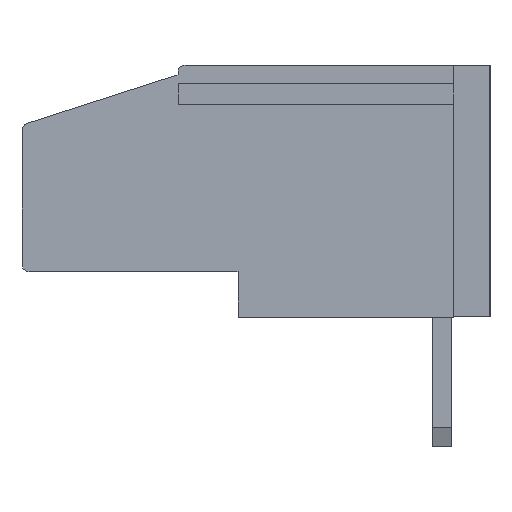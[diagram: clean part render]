
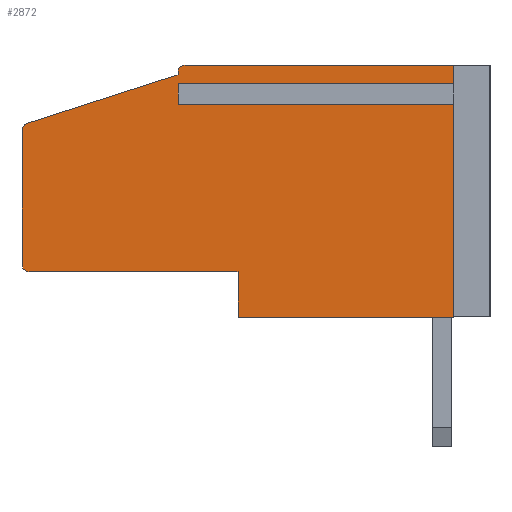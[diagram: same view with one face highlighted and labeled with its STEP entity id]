
A CAD part, left-side view. The second image highlights one B-rep face of the part: STEP entity #2872.
In plain terms, the highlighted planar face has unit normal (-1, 0, 0).
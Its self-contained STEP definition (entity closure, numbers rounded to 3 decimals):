
#95 = VECTOR ( 'NONE', #12632, 1000. ) ;
#506 = EDGE_CURVE ( 'NONE', #30565, #36561, #3942, .T. ) ;
#913 = CARTESIAN_POINT ( 'NONE',  ( 0., 12.7, 10.2 ) ) ;
#1035 = DIRECTION ( 'NONE',  ( 0., -1., 0. ) ) ;
#1458 = DIRECTION ( 'NONE',  ( 1., 0., 0. ) ) ;
#1535 = CARTESIAN_POINT ( 'NONE',  ( 0., 13., 10.1 ) ) ;
#1544 = ORIENTED_EDGE ( 'NONE', *, *, #31880, .F. ) ;
#1549 = AXIS2_PLACEMENT_3D ( 'NONE', #37257, #37657, #4662 ) ;
#1670 = CARTESIAN_POINT ( 'NONE',  ( 0., 19.5, 10.5 ) ) ;
#1840 = EDGE_CURVE ( 'NONE', #5122, #32900, #14346, .T. ) ;
#2052 = DIRECTION ( 'NONE',  ( 0., 0., -1. ) ) ;
#2138 = EDGE_CURVE ( 'NONE', #31294, #34087, #36984, .T. ) ;
#2387 = EDGE_CURVE ( 'NONE', #11608, #34087, #20885, .T. ) ;
#2489 = DIRECTION ( 'NONE',  ( 0., 0., -1. ) ) ;
#2657 = ORIENTED_EDGE ( 'NONE', *, *, #17726, .T. ) ;
#2836 = EDGE_CURVE ( 'NONE', #31294, #34865, #38385, .T. ) ;
#2872 = ADVANCED_FACE ( 'NONE', ( #37198 ), #16702, .F. ) ;
#3198 = CARTESIAN_POINT ( 'NONE',  ( 0., 13., 9.502 ) ) ;
#3486 = EDGE_CURVE ( 'NONE', #10708, #5122, #26766, .T. ) ;
#3769 = CARTESIAN_POINT ( 'NONE',  ( 0., 13., 10.1 ) ) ;
#3942 = LINE ( 'NONE', #3769, #22255 ) ;
#3947 = DIRECTION ( 'NONE',  ( 0., 0., 1. ) ) ;
#4228 = EDGE_CURVE ( 'NONE', #15841, #10708, #18236, .T. ) ;
#4662 = DIRECTION ( 'NONE',  ( 0., 0., -1. ) ) ;
#5072 = CARTESIAN_POINT ( 'NONE',  ( 0., 19.5, 8. ) ) ;
#5122 = VERTEX_POINT ( 'NONE', #23881 ) ;
#5864 = CARTESIAN_POINT ( 'NONE',  ( 0., 19.5, 1.9 ) ) ;
#5892 = VECTOR ( 'NONE', #30921, 1000. ) ;
#5943 = AXIS2_PLACEMENT_3D ( 'NONE', #1670, #1458, #19595 ) ;
#6084 = DIRECTION ( 'NONE',  ( 0., -1., 0. ) ) ;
#6190 = LINE ( 'NONE', #30168, #22552 ) ;
#6347 = EDGE_CURVE ( 'NONE', #25153, #18452, #33779, .T. ) ;
#7023 = VERTEX_POINT ( 'NONE', #17600 ) ;
#7105 = CARTESIAN_POINT ( 'NONE',  ( 0., 19.5, 0. ) ) ;
#7297 = LINE ( 'NONE', #7105, #11246 ) ;
#7789 = LINE ( 'NONE', #5072, #17995 ) ;
#8006 = ORIENTED_EDGE ( 'NONE', *, *, #23619, .T. ) ;
#8192 = ORIENTED_EDGE ( 'NONE', *, *, #506, .F. ) ;
#9146 = VECTOR ( 'NONE', #15327, 1000. ) ;
#9734 = LINE ( 'NONE', #5864, #95 ) ;
#9763 = CARTESIAN_POINT ( 'NONE',  ( 0., 19.2, 1.9 ) ) ;
#10422 = EDGE_CURVE ( 'NONE', #11608, #30565, #7789, .T. ) ;
#10708 = VERTEX_POINT ( 'NONE', #16141 ) ;
#10720 = ORIENTED_EDGE ( 'NONE', *, *, #18284, .F. ) ;
#10790 = ORIENTED_EDGE ( 'NONE', *, *, #4228, .F. ) ;
#11246 = VECTOR ( 'NONE', #1035, 1000. ) ;
#11250 = ORIENTED_EDGE ( 'NONE', *, *, #16030, .T. ) ;
#11608 = VERTEX_POINT ( 'NONE', #28945 ) ;
#12272 = DIRECTION ( 'NONE',  ( 0., 0., -1. ) ) ;
#12457 = DIRECTION ( 'NONE',  ( -1., 0., 0. ) ) ;
#12632 = DIRECTION ( 'NONE',  ( 0., 1., 0. ) ) ;
#12696 = CARTESIAN_POINT ( 'NONE',  ( 0., 19.5, 2.2 ) ) ;
#13378 = ORIENTED_EDGE ( 'NONE', *, *, #2836, .T. ) ;
#13685 = ORIENTED_EDGE ( 'NONE', *, *, #3486, .F. ) ;
#14346 = LINE ( 'NONE', #26078, #37665 ) ;
#14451 = CARTESIAN_POINT ( 'NONE',  ( 0., 19.2, 7.782 ) ) ;
#14506 = DIRECTION ( 'NONE',  ( 0., -1., 0. ) ) ;
#15064 = VECTOR ( 'NONE', #3947, 1000. ) ;
#15288 = AXIS2_PLACEMENT_3D ( 'NONE', #913, #12457, #12272 ) ;
#15327 = DIRECTION ( 'NONE',  ( 0., 0., -1. ) ) ;
#15625 = VERTEX_POINT ( 'NONE', #18555 ) ;
#15841 = VERTEX_POINT ( 'NONE', #18142 ) ;
#16030 = EDGE_CURVE ( 'NONE', #15841, #15625, #26415, .T. ) ;
#16141 = CARTESIAN_POINT ( 'NONE',  ( 0., 13., 9.098 ) ) ;
#16687 = EDGE_CURVE ( 'NONE', #31792, #15625, #17700, .T. ) ;
#16702 = PLANE ( 'NONE',  #5943 ) ;
#17600 = CARTESIAN_POINT ( 'NONE',  ( 0., 12.7, 10.5 ) ) ;
#17700 = LINE ( 'NONE', #29043, #35182 ) ;
#17726 = EDGE_CURVE ( 'NONE', #7023, #36561, #32117, .T. ) ;
#17995 = VECTOR ( 'NONE', #25970, 1000. ) ;
#18028 = ORIENTED_EDGE ( 'NONE', *, *, #16687, .F. ) ;
#18142 = CARTESIAN_POINT ( 'NONE',  ( 0., 13., 9.502 ) ) ;
#18236 = LINE ( 'NONE', #27816, #9146 ) ;
#18284 = EDGE_CURVE ( 'NONE', #18452, #34865, #9734, .T. ) ;
#18452 = VERTEX_POINT ( 'NONE', #25325 ) ;
#18555 = CARTESIAN_POINT ( 'NONE',  ( 0., 1.5, 9.502 ) ) ;
#19293 = EDGE_LOOP ( 'NONE', ( #32976, #13378, #10720, #37259, #8006, #33134, #13685, #10790, #11250, #18028, #1544, #2657, #8192, #35292, #32850 ) ) ;
#19595 = DIRECTION ( 'NONE',  ( 0., 0., -1. ) ) ;
#19604 = CARTESIAN_POINT ( 'NONE',  ( 0., 1.5, 10.5 ) ) ;
#20054 = DIRECTION ( 'NONE',  ( 0., 0., -1. ) ) ;
#20418 = CARTESIAN_POINT ( 'NONE',  ( 0., 10.5, 0. ) ) ;
#20885 = CIRCLE ( 'NONE', #35854, 0.3 ) ;
#22255 = VECTOR ( 'NONE', #24263, 1000. ) ;
#22552 = VECTOR ( 'NONE', #35483, 1000. ) ;
#23619 = EDGE_CURVE ( 'NONE', #25153, #32900, #7297, .T. ) ;
#23881 = CARTESIAN_POINT ( 'NONE',  ( 0., 1.5, 9.098 ) ) ;
#24263 = DIRECTION ( 'NONE',  ( 0., 0., 1. ) ) ;
#24827 = CARTESIAN_POINT ( 'NONE',  ( 0., 10.5, 1.9 ) ) ;
#25153 = VERTEX_POINT ( 'NONE', #20418 ) ;
#25275 = VECTOR ( 'NONE', #6084, 1000. ) ;
#25325 = CARTESIAN_POINT ( 'NONE',  ( 0., 10.5, 1.9 ) ) ;
#25762 = DIRECTION ( 'NONE',  ( -1., 0., 0. ) ) ;
#25970 = DIRECTION ( 'NONE',  ( 0., -0.952, 0.307 ) ) ;
#26078 = CARTESIAN_POINT ( 'NONE',  ( 0., 1.5, 10.5 ) ) ;
#26415 = LINE ( 'NONE', #3198, #26433 ) ;
#26433 = VECTOR ( 'NONE', #14506, 1000. ) ;
#26766 = LINE ( 'NONE', #32796, #25275 ) ;
#27193 = CARTESIAN_POINT ( 'NONE',  ( 0., 1.5, 0. ) ) ;
#27460 = CARTESIAN_POINT ( 'NONE',  ( 0., 19.5, 10.5 ) ) ;
#27816 = CARTESIAN_POINT ( 'NONE',  ( 0., 13., 9.502 ) ) ;
#28945 = CARTESIAN_POINT ( 'NONE',  ( 0., 19.292, 8.067 ) ) ;
#29043 = CARTESIAN_POINT ( 'NONE',  ( 0., 1.5, 10.5 ) ) ;
#30168 = CARTESIAN_POINT ( 'NONE',  ( 0., 19.5, 10.5 ) ) ;
#30565 = VERTEX_POINT ( 'NONE', #1535 ) ;
#30574 = CARTESIAN_POINT ( 'NONE',  ( 0., 19.5, 7.782 ) ) ;
#30921 = DIRECTION ( 'NONE',  ( 0., 0., 1. ) ) ;
#31294 = VERTEX_POINT ( 'NONE', #12696 ) ;
#31792 = VERTEX_POINT ( 'NONE', #19604 ) ;
#31880 = EDGE_CURVE ( 'NONE', #7023, #31792, #6190, .T. ) ;
#32117 = CIRCLE ( 'NONE', #15288, 0.3 ) ;
#32796 = CARTESIAN_POINT ( 'NONE',  ( 0., 13., 9.098 ) ) ;
#32850 = ORIENTED_EDGE ( 'NONE', *, *, #2387, .T. ) ;
#32900 = VERTEX_POINT ( 'NONE', #27193 ) ;
#32976 = ORIENTED_EDGE ( 'NONE', *, *, #2138, .F. ) ;
#33134 = ORIENTED_EDGE ( 'NONE', *, *, #1840, .F. ) ;
#33779 = LINE ( 'NONE', #24827, #15064 ) ;
#34087 = VERTEX_POINT ( 'NONE', #30574 ) ;
#34865 = VERTEX_POINT ( 'NONE', #9763 ) ;
#35182 = VECTOR ( 'NONE', #20054, 1000. ) ;
#35292 = ORIENTED_EDGE ( 'NONE', *, *, #10422, .F. ) ;
#35483 = DIRECTION ( 'NONE',  ( 0., -1., 0. ) ) ;
#35854 = AXIS2_PLACEMENT_3D ( 'NONE', #14451, #25762, #2489 ) ;
#36561 = VERTEX_POINT ( 'NONE', #38035 ) ;
#36984 = LINE ( 'NONE', #27460, #5892 ) ;
#37198 = FACE_OUTER_BOUND ( 'NONE', #19293, .T. ) ;
#37257 = CARTESIAN_POINT ( 'NONE',  ( 0., 19.2, 2.2 ) ) ;
#37259 = ORIENTED_EDGE ( 'NONE', *, *, #6347, .F. ) ;
#37657 = DIRECTION ( 'NONE',  ( -1., 0., 0. ) ) ;
#37665 = VECTOR ( 'NONE', #2052, 1000. ) ;
#38035 = CARTESIAN_POINT ( 'NONE',  ( 0., 13., 10.2 ) ) ;
#38385 = CIRCLE ( 'NONE', #1549, 0.3 ) ;
